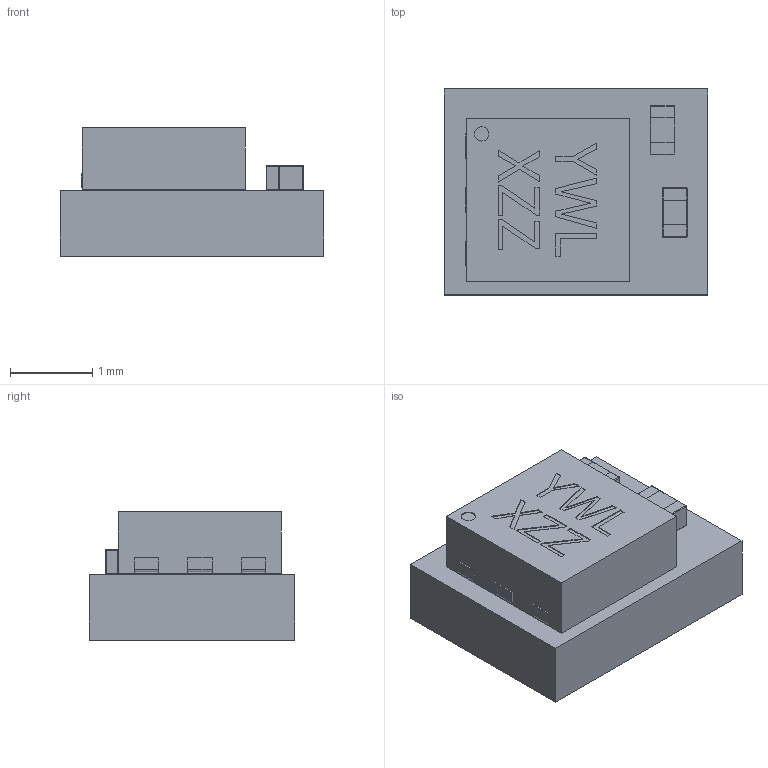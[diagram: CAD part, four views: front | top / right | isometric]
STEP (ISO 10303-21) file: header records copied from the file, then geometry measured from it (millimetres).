
FILE_DESCRIPTION (( 'STEP AP214' ), '1' );
FILE_NAME ('17 1 96 05 01.STEP', '2017-10-27T12:16:00', ( '' ), ( '' ), 'SwSTEP 2.0', 'SolidWorks 2015', '' );
FILE_SCHEMA (( 'AUTOMOTIVE_DESIGN' ));
Length unit declared in the file: millimetre
Products named in the file (10): capacitor; Pad; Ferrite; DC-DC regulator; QFNBODY; substrate_2; contacts_2; substrate; contacts; 17 1 96 05 01
Assembly tree (10 placements, depth 3):
  substrate_2
  17 1 96 05 01
    contacts
    substrate
    DC-DC regulator
      contacts_2
      QFNBODY
    capacitor  x2
      Ferrite
      Pad
Bounding box: 3.2 x 2.5 x 1.56 mm (x, y, z)
Volume: 9.5 mm3; surface area: 50.1 mm2
Topology: 24 solids, 24 shells, 355 faces, 838 edges, 532 vertices
Faces by surface type: plane 285, cylinder 54, bspline 16
Entity records: 11118 total; most frequent: CARTESIAN_POINT 1512, ORIENTED_EDGE 1380, DIRECTION 1346, EDGE_CURVE 690, VECTOR 638, LINE 638, VERTEX_POINT 456, AXIS2_PLACEMENT_3D 354
